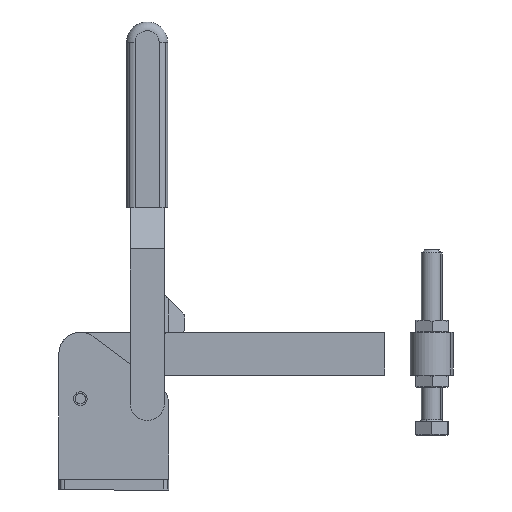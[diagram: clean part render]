
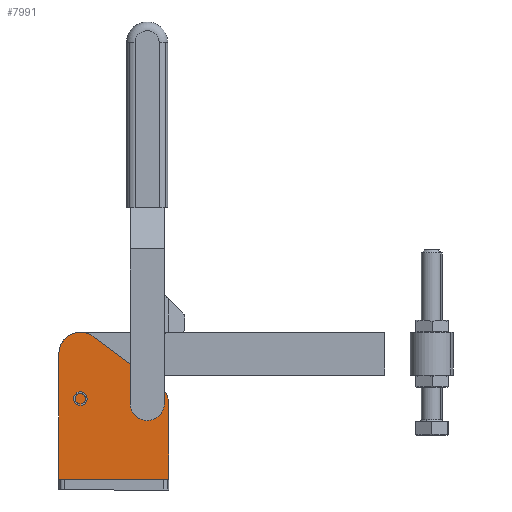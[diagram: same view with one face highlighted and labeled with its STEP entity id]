
A CAD part, front view. The second image highlights one B-rep face of the part: STEP entity #7991.
In plain terms, the highlighted planar face has unit normal (0, -1, 0).
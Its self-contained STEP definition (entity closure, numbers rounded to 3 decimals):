
#6659=CARTESIAN_POINT('',(-935.371,158.467,-47.503));
#6660=VERTEX_POINT('',#6659);
#6669=CARTESIAN_POINT('',(-943.371,158.467,-47.503));
#6670=VERTEX_POINT('',#6669);
#6671=CARTESIAN_POINT('',(-939.371,158.467,-47.503));
#6672=DIRECTION('',(0.0,1.0,0.0));
#6673=DIRECTION('',(1.0,0.0,0.0));
#6674=AXIS2_PLACEMENT_3D('',#6671,#6672,#6673);
#6675=CIRCLE('',#6674,4.0);
#6676=EDGE_CURVE('',#6670,#6660,#6675,.T.);
#6703=CARTESIAN_POINT('',(-983.984,158.467,-7.334));
#6704=VERTEX_POINT('',#6703);
#6720=CARTESIAN_POINT('',(-990.871,158.467,-18.503));
#6721=VERTEX_POINT('',#6720);
#6728=CARTESIAN_POINT('',(-978.371,158.467,-18.503));
#6729=DIRECTION('',(0.,1.0,0.));
#6730=DIRECTION('',(-0.449,0.,0.894));
#6731=AXIS2_PLACEMENT_3D('',#6728,#6729,#6730);
#6732=CIRCLE('',#6731,12.5);
#6733=EDGE_CURVE('',#6721,#6704,#6732,.T.);
#6745=CARTESIAN_POINT('',(-928.202,158.467,-41.889));
#6746=VERTEX_POINT('',#6745);
#6762=CARTESIAN_POINT('',(-931.912,158.467,-37.472));
#6763=VERTEX_POINT('',#6762);
#6770=CARTESIAN_POINT('',(-939.371,158.467,-47.503));
#6771=DIRECTION('',(0.,1.0,0.));
#6772=DIRECTION('',(0.894,0.,0.449));
#6773=AXIS2_PLACEMENT_3D('',#6770,#6771,#6772);
#6774=CIRCLE('',#6773,12.5);
#6775=EDGE_CURVE('',#6763,#6746,#6774,.T.);
#7100=CARTESIAN_POINT('',(-978.371,158.467,-41.764));
#7101=VERTEX_POINT('',#7100);
#7110=CARTESIAN_POINT('',(-977.871,158.467,-47.722));
#7111=VERTEX_POINT('',#7110);
#7112=CARTESIAN_POINT('',(-978.371,158.467,-44.764));
#7113=DIRECTION('',(0.0,-1.0,0.0));
#7114=DIRECTION('',(0.0,0.0,1.0));
#7115=AXIS2_PLACEMENT_3D('',#7112,#7113,#7114);
#7116=CIRCLE('',#7115,3.);
#7117=EDGE_CURVE('',#7111,#7101,#7116,.T.);
#7184=CARTESIAN_POINT('',(-978.371,158.467,-40.764));
#7185=VERTEX_POINT('',#7184);
#7194=CARTESIAN_POINT('',(-978.871,158.467,-48.732));
#7195=VERTEX_POINT('',#7194);
#7196=CARTESIAN_POINT('',(-978.371,158.467,-44.764));
#7197=DIRECTION('',(0.0,1.0,0.0));
#7198=DIRECTION('',(0.0,0.0,1.0));
#7199=AXIS2_PLACEMENT_3D('',#7196,#7197,#7198);
#7200=CIRCLE('',#7199,4.);
#7201=EDGE_CURVE('',#7195,#7185,#7200,.T.);
#7302=CARTESIAN_POINT('',(-977.871,158.467,-48.732));
#7303=VERTEX_POINT('',#7302);
#7310=CARTESIAN_POINT('',(-978.371,158.467,-44.764));
#7311=DIRECTION('',(0.0,1.0,0.0));
#7312=DIRECTION('',(0.0,0.0,1.0));
#7313=AXIS2_PLACEMENT_3D('',#7310,#7311,#7312);
#7314=CIRCLE('',#7313,4.);
#7315=EDGE_CURVE('',#7185,#7303,#7314,.T.);
#7358=CARTESIAN_POINT('',(-977.871,158.467,-48.732));
#7359=DIRECTION('',(0.,0.0,1.0));
#7360=VECTOR('',#7359,1.011);
#7361=LINE('',#7358,#7360);
#7362=EDGE_CURVE('',#7303,#7111,#7361,.T.);
#7464=CARTESIAN_POINT('',(-978.871,158.467,-47.722));
#7465=VERTEX_POINT('',#7464);
#7466=CARTESIAN_POINT('',(-978.871,158.467,-47.722));
#7467=DIRECTION('',(0.0,0.0,-1.0));
#7468=VECTOR('',#7467,1.011);
#7469=LINE('',#7466,#7468);
#7470=EDGE_CURVE('',#7465,#7195,#7469,.T.);
#7504=CARTESIAN_POINT('',(-978.371,158.467,-44.764));
#7505=DIRECTION('',(0.0,-1.0,0.0));
#7506=DIRECTION('',(0.0,0.0,1.0));
#7507=AXIS2_PLACEMENT_3D('',#7504,#7505,#7506);
#7508=CIRCLE('',#7507,3.);
#7509=EDGE_CURVE('',#7101,#7465,#7508,.T.);
#7918=CARTESIAN_POINT('',(-990.871,158.467,-18.503));
#7919=DIRECTION('',(0.0,-1.0,0.0));
#7920=DIRECTION('',(1.0,0.0,0.0));
#7921=AXIS2_PLACEMENT_3D('',#7918,#7919,#7920);
#7922=PLANE('',#7921);
#7923=CARTESIAN_POINT('',(-926.871,158.467,-91.753));
#7924=VERTEX_POINT('',#7923);
#7925=CARTESIAN_POINT('',(-990.871,158.467,-91.753));
#7926=VERTEX_POINT('',#7925);
#7927=CARTESIAN_POINT('',(-926.871,158.467,-91.753));
#7928=DIRECTION('',(-1.0,0.0,0.0));
#7929=VECTOR('',#7928,64.);
#7930=LINE('',#7927,#7929);
#7931=EDGE_CURVE('',#7924,#7926,#7930,.T.);
#7932=ORIENTED_EDGE('',*,*,#7931,.F.);
#7933=CARTESIAN_POINT('',(-926.871,158.467,-47.503));
#7934=VERTEX_POINT('',#7933);
#7935=CARTESIAN_POINT('',(-926.871,158.467,-47.503));
#7936=DIRECTION('',(0.0,0.0,-1.0));
#7937=VECTOR('',#7936,44.25);
#7938=LINE('',#7935,#7937);
#7939=EDGE_CURVE('',#7934,#7924,#7938,.T.);
#7940=ORIENTED_EDGE('',*,*,#7939,.F.);
#7941=CARTESIAN_POINT('',(-939.371,158.467,-47.503));
#7942=DIRECTION('',(0.,1.0,0.));
#7943=DIRECTION('',(0.894,0.,0.449));
#7944=AXIS2_PLACEMENT_3D('',#7941,#7942,#7943);
#7945=CIRCLE('',#7944,12.5);
#7946=EDGE_CURVE('',#6746,#7934,#7945,.T.);
#7947=ORIENTED_EDGE('',*,*,#7946,.F.);
#7948=ORIENTED_EDGE('',*,*,#6775,.F.);
#7949=CARTESIAN_POINT('',(-970.912,158.467,-8.472));
#7950=VERTEX_POINT('',#7949);
#7951=CARTESIAN_POINT('',(-970.912,158.467,-8.472));
#7952=DIRECTION('',(0.802,0.0,-0.597));
#7953=VECTOR('',#7952,48.6);
#7954=LINE('',#7951,#7953);
#7955=EDGE_CURVE('',#7950,#6763,#7954,.T.);
#7956=ORIENTED_EDGE('',*,*,#7955,.F.);
#7957=CARTESIAN_POINT('',(-978.371,158.467,-18.503));
#7958=DIRECTION('',(0.,1.0,0.));
#7959=DIRECTION('',(-0.449,0.,0.894));
#7960=AXIS2_PLACEMENT_3D('',#7957,#7958,#7959);
#7961=CIRCLE('',#7960,12.5);
#7962=EDGE_CURVE('',#6704,#7950,#7961,.T.);
#7963=ORIENTED_EDGE('',*,*,#7962,.F.);
#7964=ORIENTED_EDGE('',*,*,#6733,.F.);
#7965=CARTESIAN_POINT('',(-990.871,158.467,-91.753));
#7966=DIRECTION('',(0.0,0.0,1.0));
#7967=VECTOR('',#7966,73.25);
#7968=LINE('',#7965,#7967);
#7969=EDGE_CURVE('',#7926,#6721,#7968,.T.);
#7970=ORIENTED_EDGE('',*,*,#7969,.F.);
#7971=EDGE_LOOP('',(#7932,#7940,#7947,#7948,#7956,#7963,#7964,#7970));
#7972=FACE_OUTER_BOUND('',#7971,.T.);
#7973=ORIENTED_EDGE('',*,*,#7117,.T.);
#7974=ORIENTED_EDGE('',*,*,#7509,.T.);
#7975=ORIENTED_EDGE('',*,*,#7470,.T.);
#7976=ORIENTED_EDGE('',*,*,#7201,.T.);
#7977=ORIENTED_EDGE('',*,*,#7315,.T.);
#7978=ORIENTED_EDGE('',*,*,#7362,.T.);
#7979=EDGE_LOOP('',(#7973,#7974,#7975,#7976,#7977,#7978));
#7980=FACE_BOUND('',#7979,.T.);
#7981=ORIENTED_EDGE('',*,*,#6676,.T.);
#7982=CARTESIAN_POINT('',(-939.371,158.467,-47.503));
#7983=DIRECTION('',(0.0,1.0,0.0));
#7984=DIRECTION('',(1.0,0.0,0.0));
#7985=AXIS2_PLACEMENT_3D('',#7982,#7983,#7984);
#7986=CIRCLE('',#7985,4.0);
#7987=EDGE_CURVE('',#6660,#6670,#7986,.T.);
#7988=ORIENTED_EDGE('',*,*,#7987,.T.);
#7989=EDGE_LOOP('',(#7981,#7988));
#7990=FACE_BOUND('',#7989,.T.);
#7991=ADVANCED_FACE('',(#7972,#7980,#7990),#7922,.T.);
